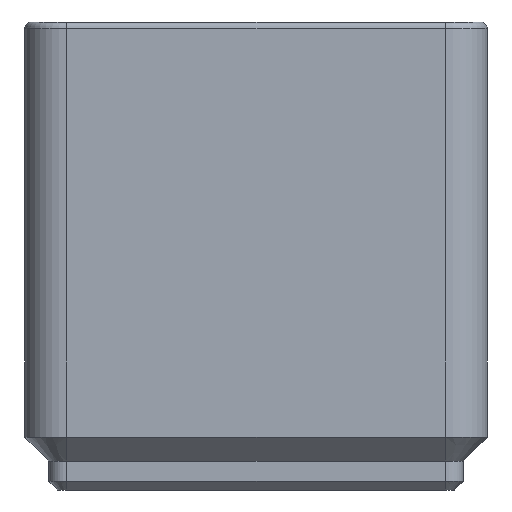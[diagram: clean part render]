
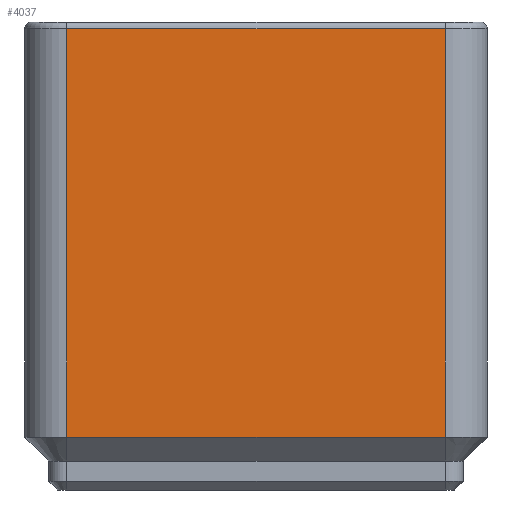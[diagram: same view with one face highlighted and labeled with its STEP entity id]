
A CAD part, left-side view. The second image highlights one B-rep face of the part: STEP entity #4037.
In plain terms, the highlighted planar face has unit normal (-1, 0, 0).
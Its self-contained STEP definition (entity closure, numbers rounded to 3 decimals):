
#686 = CYLINDRICAL_SURFACE('',#687,0.6);
#687 = AXIS2_PLACEMENT_3D('',#688,#689,#690);
#688 = CARTESIAN_POINT('',(0.85,4.,41.4));
#689 = DIRECTION('',(0.,-1.,0.));
#690 = DIRECTION('',(1.,0.,0.));
#1772 = VERTEX_POINT('',#1773);
#1773 = CARTESIAN_POINT('',(0.25,4.,41.4));
#1790 = CYLINDRICAL_SURFACE('',#1791,3.75);
#1791 = AXIS2_PLACEMENT_3D('',#1792,#1793,#1794);
#1792 = CARTESIAN_POINT('',(4.,4.,0.));
#1793 = DIRECTION('',(0.,0.,1.));
#1794 = DIRECTION('',(1.,0.,0.));
#1850 = EDGE_CURVE('',#1851,#1772,#1853,.T.);
#1851 = VERTEX_POINT('',#1852);
#1852 = CARTESIAN_POINT('',(0.25,38.,41.4));
#1853 = SURFACE_CURVE('',#1854,(#1858,#1865),.PCURVE_S1.);
#1854 = LINE('',#1855,#1856);
#1855 = CARTESIAN_POINT('',(0.25,4.,41.4));
#1856 = VECTOR('',#1857,1.);
#1857 = DIRECTION('',(0.,-1.,0.));
#1858 = PCURVE('',#686,#1859);
#1859 = DEFINITIONAL_REPRESENTATION('',(#1860),#1864);
#1860 = LINE('',#1861,#1862);
#1861 = CARTESIAN_POINT('',(3.142,0.));
#1862 = VECTOR('',#1863,1.);
#1863 = DIRECTION('',(0.,1.));
#1864 = ( GEOMETRIC_REPRESENTATION_CONTEXT(2) 
PARAMETRIC_REPRESENTATION_CONTEXT() REPRESENTATION_CONTEXT('2D SPACE',''
  ) );
#1865 = PCURVE('',#1866,#1871);
#1866 = PLANE('',#1867);
#1867 = AXIS2_PLACEMENT_3D('',#1868,#1869,#1870);
#1868 = CARTESIAN_POINT('',(0.25,21.,20.7));
#1869 = DIRECTION('',(-1.,0.,0.));
#1870 = DIRECTION('',(0.,0.,-1.));
#1871 = DEFINITIONAL_REPRESENTATION('',(#1872),#1876);
#1872 = LINE('',#1873,#1874);
#1873 = CARTESIAN_POINT('',(-20.7,17.));
#1874 = VECTOR('',#1875,1.);
#1875 = DIRECTION('',(0.,1.));
#1876 = ( GEOMETRIC_REPRESENTATION_CONTEXT(2) 
PARAMETRIC_REPRESENTATION_CONTEXT() REPRESENTATION_CONTEXT('2D SPACE',''
  ) );
#1977 = CYLINDRICAL_SURFACE('',#1978,3.75);
#1978 = AXIS2_PLACEMENT_3D('',#1979,#1980,#1981);
#1979 = CARTESIAN_POINT('',(4.,38.,0.));
#1980 = DIRECTION('',(0.,0.,1.));
#1981 = DIRECTION('',(1.,0.,0.));
#3964 = EDGE_CURVE('',#3965,#1772,#3967,.T.);
#3965 = VERTEX_POINT('',#3966);
#3966 = CARTESIAN_POINT('',(0.25,4.,4.75));
#3967 = SURFACE_CURVE('',#3968,(#3972,#3979),.PCURVE_S1.);
#3968 = LINE('',#3969,#3970);
#3969 = CARTESIAN_POINT('',(0.25,4.,0.));
#3970 = VECTOR('',#3971,1.);
#3971 = DIRECTION('',(0.,0.,1.));
#3972 = PCURVE('',#1790,#3973);
#3973 = DEFINITIONAL_REPRESENTATION('',(#3974),#3978);
#3974 = LINE('',#3975,#3976);
#3975 = CARTESIAN_POINT('',(3.142,0.));
#3976 = VECTOR('',#3977,1.);
#3977 = DIRECTION('',(0.,1.));
#3978 = ( GEOMETRIC_REPRESENTATION_CONTEXT(2) 
PARAMETRIC_REPRESENTATION_CONTEXT() REPRESENTATION_CONTEXT('2D SPACE',''
  ) );
#3979 = PCURVE('',#1866,#3980);
#3980 = DEFINITIONAL_REPRESENTATION('',(#3981),#3985);
#3981 = LINE('',#3982,#3983);
#3982 = CARTESIAN_POINT('',(20.7,17.));
#3983 = VECTOR('',#3984,1.);
#3984 = DIRECTION('',(-1.,0.));
#3985 = ( GEOMETRIC_REPRESENTATION_CONTEXT(2) 
PARAMETRIC_REPRESENTATION_CONTEXT() REPRESENTATION_CONTEXT('2D SPACE',''
  ) );
#4037 = ADVANCED_FACE('',(#4038),#1866,.T.);
#4038 = FACE_BOUND('',#4039,.T.);
#4039 = EDGE_LOOP('',(#4040,#4041,#4064,#4090));
#4040 = ORIENTED_EDGE('',*,*,#1850,.F.);
#4041 = ORIENTED_EDGE('',*,*,#4042,.F.);
#4042 = EDGE_CURVE('',#4043,#1851,#4045,.T.);
#4043 = VERTEX_POINT('',#4044);
#4044 = CARTESIAN_POINT('',(0.25,38.,4.75));
#4045 = SURFACE_CURVE('',#4046,(#4050,#4057),.PCURVE_S1.);
#4046 = LINE('',#4047,#4048);
#4047 = CARTESIAN_POINT('',(0.25,38.,0.));
#4048 = VECTOR('',#4049,1.);
#4049 = DIRECTION('',(0.,0.,1.));
#4050 = PCURVE('',#1866,#4051);
#4051 = DEFINITIONAL_REPRESENTATION('',(#4052),#4056);
#4052 = LINE('',#4053,#4054);
#4053 = CARTESIAN_POINT('',(20.7,-17.));
#4054 = VECTOR('',#4055,1.);
#4055 = DIRECTION('',(-1.,0.));
#4056 = ( GEOMETRIC_REPRESENTATION_CONTEXT(2) 
PARAMETRIC_REPRESENTATION_CONTEXT() REPRESENTATION_CONTEXT('2D SPACE',''
  ) );
#4057 = PCURVE('',#1977,#4058);
#4058 = DEFINITIONAL_REPRESENTATION('',(#4059),#4063);
#4059 = LINE('',#4060,#4061);
#4060 = CARTESIAN_POINT('',(3.142,0.));
#4061 = VECTOR('',#4062,1.);
#4062 = DIRECTION('',(0.,1.));
#4063 = ( GEOMETRIC_REPRESENTATION_CONTEXT(2) 
PARAMETRIC_REPRESENTATION_CONTEXT() REPRESENTATION_CONTEXT('2D SPACE',''
  ) );
#4064 = ORIENTED_EDGE('',*,*,#4065,.F.);
#4065 = EDGE_CURVE('',#3965,#4043,#4066,.T.);
#4066 = SURFACE_CURVE('',#4067,(#4071,#4078),.PCURVE_S1.);
#4067 = LINE('',#4068,#4069);
#4068 = CARTESIAN_POINT('',(0.25,12.5,4.75));
#4069 = VECTOR('',#4070,1.);
#4070 = DIRECTION('',(0.,1.,0.));
#4071 = PCURVE('',#1866,#4072);
#4072 = DEFINITIONAL_REPRESENTATION('',(#4073),#4077);
#4073 = LINE('',#4074,#4075);
#4074 = CARTESIAN_POINT('',(15.95,8.5));
#4075 = VECTOR('',#4076,1.);
#4076 = DIRECTION('',(0.,-1.));
#4077 = ( GEOMETRIC_REPRESENTATION_CONTEXT(2) 
PARAMETRIC_REPRESENTATION_CONTEXT() REPRESENTATION_CONTEXT('2D SPACE',''
  ) );
#4078 = PCURVE('',#4079,#4084);
#4079 = PLANE('',#4080);
#4080 = AXIS2_PLACEMENT_3D('',#4081,#4082,#4083);
#4081 = CARTESIAN_POINT('',(2.4,4.,2.6));
#4082 = DIRECTION('',(0.707,0.,0.707));
#4083 = DIRECTION('',(0.,-1.,0.));
#4084 = DEFINITIONAL_REPRESENTATION('',(#4085),#4089);
#4085 = LINE('',#4086,#4087);
#4086 = CARTESIAN_POINT('',(-8.5,-3.041));
#4087 = VECTOR('',#4088,1.);
#4088 = DIRECTION('',(-1.,0.));
#4089 = ( GEOMETRIC_REPRESENTATION_CONTEXT(2) 
PARAMETRIC_REPRESENTATION_CONTEXT() REPRESENTATION_CONTEXT('2D SPACE',''
  ) );
#4090 = ORIENTED_EDGE('',*,*,#3964,.T.);
